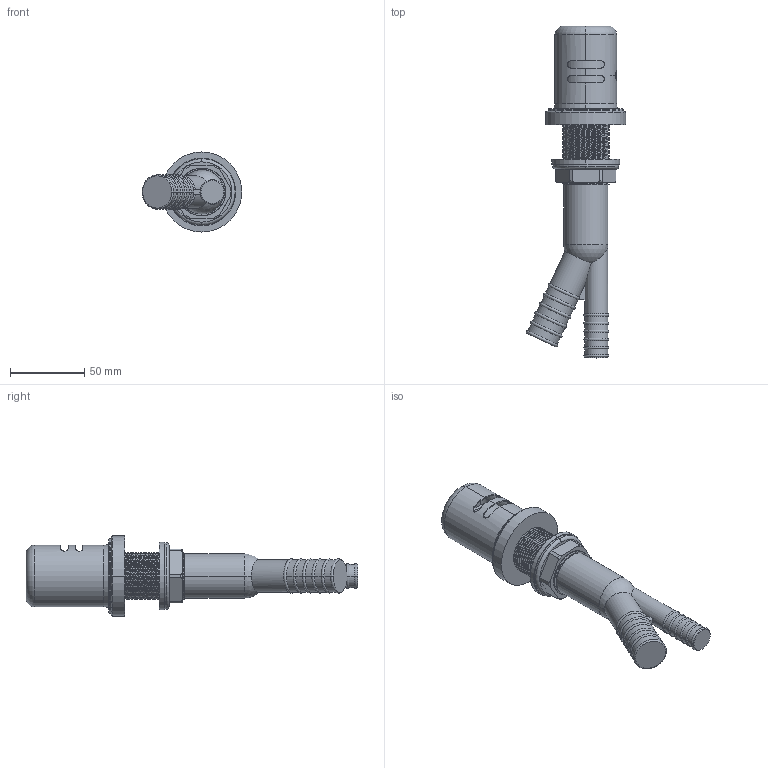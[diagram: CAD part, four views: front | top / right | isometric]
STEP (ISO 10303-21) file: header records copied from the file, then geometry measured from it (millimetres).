
FILE_DESCRIPTION((''),'2;1');
FILE_NAME('3180-5711','2021-10-04T14:44:36',('rsmith'),(''),'CREO PARAMETRIC BY PTC INC, 2018400','CREO PARAMETRIC BY PTC INC, 2018400','');
FILE_SCHEMA(('AUTOMOTIVE_DESIGN { 1 0 10303 214 1 1 1 1 }'));
Length unit declared in the file: inch
Products named in the file (1): 3180-5711
Bounding box: 67.18 x 223.58 x 53.98 mm (x, y, z)
Volume: 169608.9 mm3; surface area: 52036.7 mm2
Topology: 2 solids, 2 shells, 276 faces, 702 edges, 440 vertices
Faces by surface type: cylinder 130, plane 67, bspline 36, torus 35, cone 6, sphere 2
Entity records: 26572 total; most frequent: CARTESIAN_POINT 17035, ORIENTED_EDGE 1404, DIRECTION 1151, PRESENTATION_STYLE_ASSIGNMENT 841, STYLED_ITEM 783, CURVE_STYLE 702, EDGE_CURVE 702, AXIS2_PLACEMENT_3D 440
